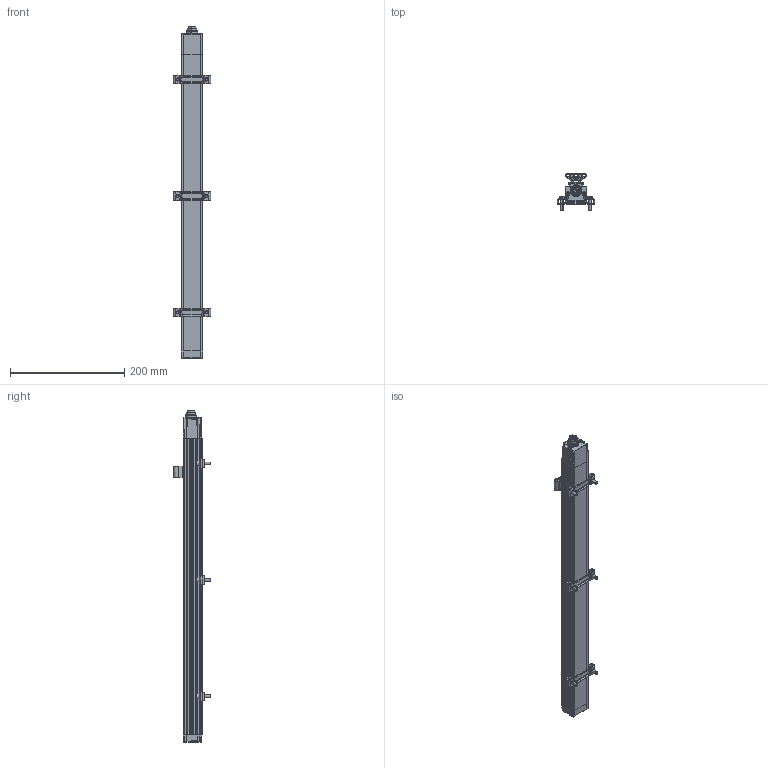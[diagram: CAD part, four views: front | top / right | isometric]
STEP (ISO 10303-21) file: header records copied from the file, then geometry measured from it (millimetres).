
FILE_DESCRIPTION (( 'STEP AP214' ), '1' );
FILE_NAME ('TLM_0100_001_xxx_101.STEP', '2006-04-04T10:35:25', ( 'novotechnik' ), ( 'novotechnik' ), 'SwSTEP 2.0', 'SolidWorks 2005235', '' );
FILE_SCHEMA (( 'AUTOMOTIVE_DESIGN' ));
Length unit declared in the file: millimetre
Products named in the file (22): Spannklammer_TL~01ID_Standard; Typenschild~00ID_Standard; TLM_Z001_Gehäuse~00_Standard; Zyliderschraube_M3x16~00ID_Standard; Torxschraube_M3x40~00ID_Standard; Endflansch~02ID_Standard; Vergussmasse_2~00ID_Standard; Vergussmasse~00ID_Standard; Magnet~00ID_Standard; Zyliderschraube_M2,5x6~01ID_Standard; Bündelungsblech_TLM~00ID_Standard; Magnetträger,_ungeführt_TLM~03ID_Standard; Positionsgeber,_ungeführt_TLM~00ID_Standard; Flanschstecker_mit_Flexband~00ID_Standard; Stift_1,9x19~00ID_Standard; Flanschstecker~00ID_Standard; Mutter~00ID_Standard; Flexplatte~00ID_Standard; Steckerflansch_TLM~02ID_Standard; Kontaktstift~00ID_Standard; Zylinderschraube_M5x20~00ID_Standard; TLM_0100_001_xxx_101
Assembly tree (46 placements, depth 3):
  TLM_0100_001_xxx_101
    Zylinderschraube_M5x20~00ID_Standard  x6
    Steckerflansch_TLM~02ID_Standard
    Zyliderschraube_M3x16~00ID_Standard  x2
    TLM_Z001_Gehäuse~00_Standard
    Spannklammer_TL~01ID_Standard  x3
    Typenschild~00ID_Standard
    Torxschraube_M3x40~00ID_Standard  x2
    Endflansch~02ID_Standard
    Positionsgeber,_ungeführt_TLM~00ID_Standard
      Bündelungsblech_TLM~00ID_Standard  x2
      Vergussmasse_2~00ID_Standard
      Vergussmasse~00ID_Standard
      Magnet~00ID_Standard  x2
      Magnetträger,_ungeführt_TLM~03ID_Standard
    Flanschstecker_mit_Flexband~00ID_Standard
      Stift_1,9x19~00ID_Standard  x8
      Kontaktstift~00ID_Standard  x8
      Flexplatte~00ID_Standard
      Flanschstecker~00ID_Standard
      Mutter~00ID_Standard
    Zyliderschraube_M2,5x6~01ID_Standard
Bounding box: 65 x 65.14 x 582.3 mm (x, y, z)
Volume: 257199 mm3; surface area: 238193.3 mm2
Topology: 44 solids, 44 shells, 2436 faces, 6298 edges, 3978 vertices
Faces by surface type: plane 1040, cylinder 721, bspline 347, torus 138, sphere 98, cone 92
Entity records: 84518 total; most frequent: CARTESIAN_POINT 35126, ORIENTED_EDGE 9398, DIRECTION 7949, EDGE_CURVE 4699, VERTEX_POINT 3023, VECTOR 2829, LINE 2829, AXIS2_PLACEMENT_3D 2560
